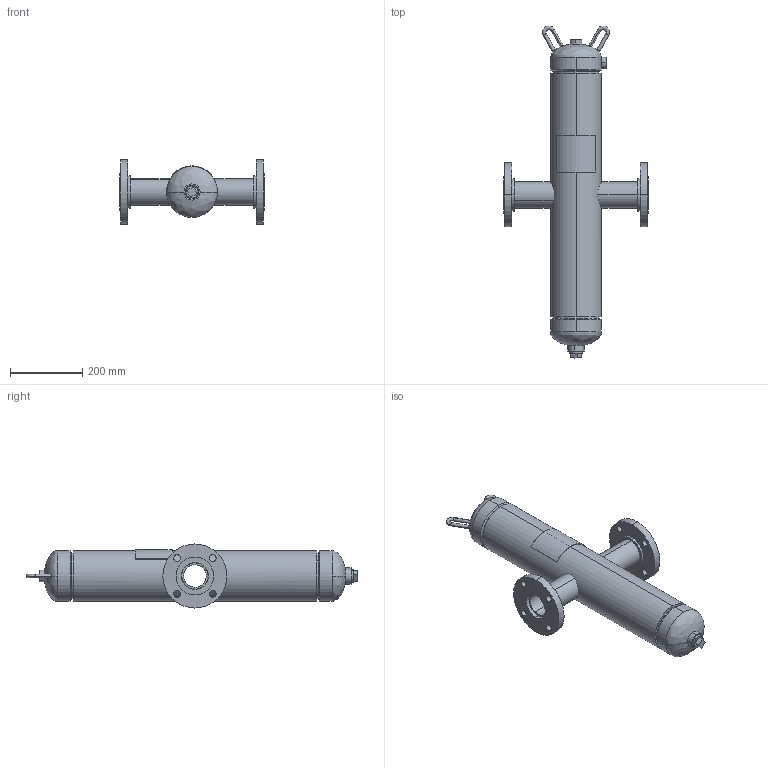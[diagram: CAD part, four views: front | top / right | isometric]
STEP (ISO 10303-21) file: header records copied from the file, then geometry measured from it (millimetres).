
FILE_DESCRIPTION (( 'STEP AP203' ), '1' );
FILE_NAME ('WVAN-2.5HV.STEP', '2021-03-11T19:44:36', ( '' ), ( '' ), 'SwSTEP 2.0', 'SolidWorks 2021', '' );
FILE_SCHEMA (( 'CONFIG_CONTROL_DESIGN' ));
Length unit declared in the file: inch
Products named in the file (12): 9301070_5.5625; 9500030; 9461055; PLUGS_9500150; 9600830_5.5625" VERT; 9201540; WVAN-2.5HV; 9500050; 9400540_tall; 99P0122_26.625; 9400521
Assembly tree (16 placements, depth 2):
  WVAN-2.5HV
    99P0122_26.625
    9201540
    9201540
    9500030  x2
    9500050
    PLUGS_9500150
    9301070_5.5625  x2
    9461055  x2
    9400521  x2
    9400540_tall  x2
    9600830_5.5625" VERT
Bounding box: 400.05 x 921.45 x 177.8 mm (x, y, z)
Volume: 3535355.6 mm3; surface area: 1042001.5 mm2
Topology: 16 solids, 16 shells, 167 faces, 376 edges, 248 vertices
Faces by surface type: cylinder 98, plane 49, bspline 8, cone 8, torus 4
Entity records: 5908 total; most frequent: CARTESIAN_POINT 1770, DIRECTION 630, ORIENTED_EDGE 516, AXIS2_PLACEMENT_3D 268, EDGE_CURVE 258, VERTEX_POINT 170, CIRCLE 144, EDGE_LOOP 144
